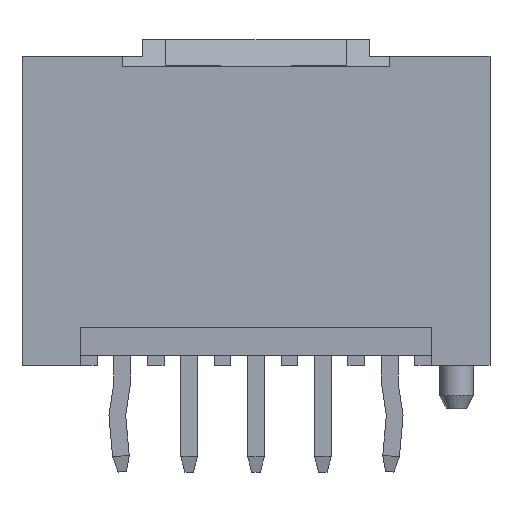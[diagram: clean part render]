
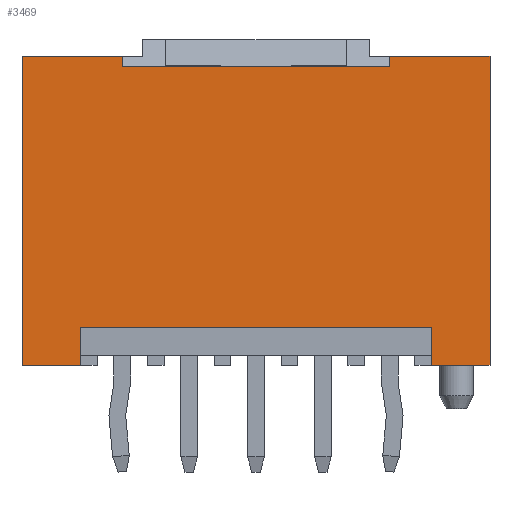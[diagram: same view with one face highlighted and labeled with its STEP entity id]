
A CAD part, front view. The second image highlights one B-rep face of the part: STEP entity #3469.
In plain terms, the highlighted planar face has unit normal (0, -1, 0).
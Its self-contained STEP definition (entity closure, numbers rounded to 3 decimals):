
#33=DIRECTION('',(0.,0.,-1.));
#34=VECTOR('',#33,9.25);
#35=CARTESIAN_POINT('',(-7.,-2.9,9.25));
#36=LINE('',#35,#34);
#293=DIRECTION('',(1.,0.,0.));
#294=VECTOR('',#293,8.);
#295=CARTESIAN_POINT('',(-4.,-2.9,8.95));
#296=LINE('',#295,#294);
#297=DIRECTION('',(0.,0.,-1.));
#298=VECTOR('',#297,0.3);
#299=CARTESIAN_POINT('',(4.,-2.9,9.25));
#300=LINE('',#299,#298);
#301=DIRECTION('',(1.,0.,0.));
#302=VECTOR('',#301,3.);
#303=CARTESIAN_POINT('',(4.,-2.9,9.25));
#304=LINE('',#303,#302);
#305=DIRECTION('',(0.,0.,-1.));
#306=VECTOR('',#305,1.15);
#307=CARTESIAN_POINT('',(5.25,-2.9,1.15));
#308=LINE('',#307,#306);
#309=DIRECTION('',(1.,0.,0.));
#310=VECTOR('',#309,10.5);
#311=CARTESIAN_POINT('',(-5.25,-2.9,1.15));
#312=LINE('',#311,#310);
#313=DIRECTION('',(0.,0.,-1.));
#314=VECTOR('',#313,1.15);
#315=CARTESIAN_POINT('',(-5.25,-2.9,1.15));
#316=LINE('',#315,#314);
#317=DIRECTION('',(1.,0.,0.));
#318=VECTOR('',#317,3.);
#319=CARTESIAN_POINT('',(-7.,-2.9,9.25));
#320=LINE('',#319,#318);
#321=DIRECTION('',(0.,0.,-1.));
#322=VECTOR('',#321,0.3);
#323=CARTESIAN_POINT('',(-4.,-2.9,9.25));
#324=LINE('',#323,#322);
#1146=DIRECTION('',(1.,0.,0.));
#1147=VECTOR('',#1146,1.75);
#1148=CARTESIAN_POINT('',(-7.,-2.9,0.));
#1149=LINE('',#1148,#1147);
#1154=DIRECTION('',(1.,0.,0.));
#1155=VECTOR('',#1154,1.75);
#1156=CARTESIAN_POINT('',(5.25,-2.9,0.));
#1157=LINE('',#1156,#1155);
#1244=DIRECTION('',(0.,0.,-1.));
#1245=VECTOR('',#1244,9.25);
#1246=CARTESIAN_POINT('',(7.,-2.9,9.25));
#1247=LINE('',#1246,#1245);
#2417=CARTESIAN_POINT('',(-7.,-2.9,9.25));
#2418=VERTEX_POINT('',#2417);
#2419=CARTESIAN_POINT('',(-7.,-2.9,0.));
#2420=VERTEX_POINT('',#2419);
#2433=CARTESIAN_POINT('',(7.,-2.9,9.25));
#2434=VERTEX_POINT('',#2433);
#2435=CARTESIAN_POINT('',(7.,-2.9,0.));
#2436=VERTEX_POINT('',#2435);
#2491=CARTESIAN_POINT('',(-5.25,-2.9,1.15));
#2492=CARTESIAN_POINT('',(-5.25,-2.9,0.));
#2493=VERTEX_POINT('',#2491);
#2494=VERTEX_POINT('',#2492);
#2495=CARTESIAN_POINT('',(5.25,-2.9,1.15));
#2496=CARTESIAN_POINT('',(5.25,-2.9,0.));
#2497=VERTEX_POINT('',#2495);
#2498=VERTEX_POINT('',#2496);
#2751=CARTESIAN_POINT('',(-4.,-2.9,8.95));
#2752=CARTESIAN_POINT('',(4.,-2.9,8.95));
#2753=VERTEX_POINT('',#2751);
#2754=VERTEX_POINT('',#2752);
#2755=CARTESIAN_POINT('',(4.,-2.9,9.25));
#2756=VERTEX_POINT('',#2755);
#2757=CARTESIAN_POINT('',(-4.,-2.9,9.25));
#2758=VERTEX_POINT('',#2757);
#3440=CARTESIAN_POINT('',(-7.,-2.9,9.25));
#3441=DIRECTION('',(0.,-1.,0.));
#3442=DIRECTION('',(0.,0.,-1.));
#3443=AXIS2_PLACEMENT_3D('',#3440,#3441,#3442);
#3444=PLANE('',#3443);
#3446=ORIENTED_EDGE('',*,*,#3445,.T.);
#3448=ORIENTED_EDGE('',*,*,#3447,.F.);
#3450=ORIENTED_EDGE('',*,*,#3449,.T.);
#3452=ORIENTED_EDGE('',*,*,#3451,.T.);
#3454=ORIENTED_EDGE('',*,*,#3453,.F.);
#3455=ORIENTED_EDGE('',*,*,#3409,.F.);
#3457=ORIENTED_EDGE('',*,*,#3456,.F.);
#3459=ORIENTED_EDGE('',*,*,#3458,.T.);
#3461=ORIENTED_EDGE('',*,*,#3460,.F.);
#3462=ORIENTED_EDGE('',*,*,#3200,.F.);
#3464=ORIENTED_EDGE('',*,*,#3463,.T.);
#3466=ORIENTED_EDGE('',*,*,#3465,.T.);
#3467=EDGE_LOOP('',(#3446,#3448,#3450,#3452,#3454,#3455,#3457,#3459,#3461,#3462,
#3464,#3466));
#3468=FACE_OUTER_BOUND('',#3467,.F.);
#3469=ADVANCED_FACE('',(#3468),#3444,.T.);
#3200=EDGE_CURVE('',#2418,#2420,#36,.T.);
#3409=EDGE_CURVE('',#2497,#2498,#308,.T.);
#3445=EDGE_CURVE('',#2753,#2754,#296,.T.);
#3447=EDGE_CURVE('',#2756,#2754,#300,.T.);
#3449=EDGE_CURVE('',#2756,#2434,#304,.T.);
#3451=EDGE_CURVE('',#2434,#2436,#1247,.T.);
#3453=EDGE_CURVE('',#2498,#2436,#1157,.T.);
#3456=EDGE_CURVE('',#2493,#2497,#312,.T.);
#3458=EDGE_CURVE('',#2493,#2494,#316,.T.);
#3460=EDGE_CURVE('',#2420,#2494,#1149,.T.);
#3463=EDGE_CURVE('',#2418,#2758,#320,.T.);
#3465=EDGE_CURVE('',#2758,#2753,#324,.T.);
